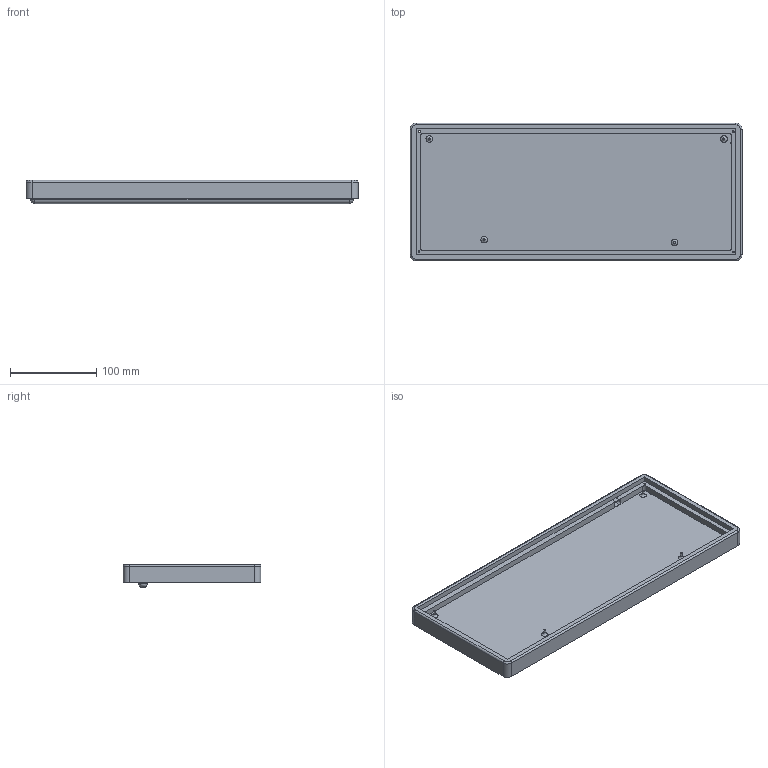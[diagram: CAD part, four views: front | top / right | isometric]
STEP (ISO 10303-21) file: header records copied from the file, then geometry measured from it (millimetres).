
FILE_DESCRIPTION(/* description */ (''),/* implementation_level */ '2;1');
FILE_NAME(/* name */ 'BodyNew.step',/* time_stamp */ '2026-02-19T13:55:52+05:30',/* author */ (''),/* organization */ (''),/* preprocessor_version */ 'ST-DEVELOPER v20.1',/* originating_system */ 'Autodesk Translation Framework v14.24.0.0',/* authorisation */ '');
FILE_SCHEMA (('AUTOMOTIVE_DESIGN { 1 0 10303 214 3 1 1 }'));
Length unit declared in the file: millimetre
Products named in the file (1): 2026-02-19-13-55-50-967
Bounding box: 384.62 x 159.52 x 26.95 mm (x, y, z)
Volume: 633810.8 mm3; surface area: 163863.3 mm2
Topology: 1 solids, 1 shells, 382 faces, 1045 edges, 687 vertices
Faces by surface type: bspline 184, plane 147, cylinder 39, torus 8, cone 4
Full cylindrical faces by diameter (mm): 2 x4, 2.2 x4, 5 x4
Entity records: 13830 total; most frequent: CARTESIAN_POINT 5289, ORIENTED_EDGE 2082, DIRECTION 1178, EDGE_CURVE 1041, VERTEX_POINT 687, LINE 564, VECTOR 564, EDGE_LOOP 418
